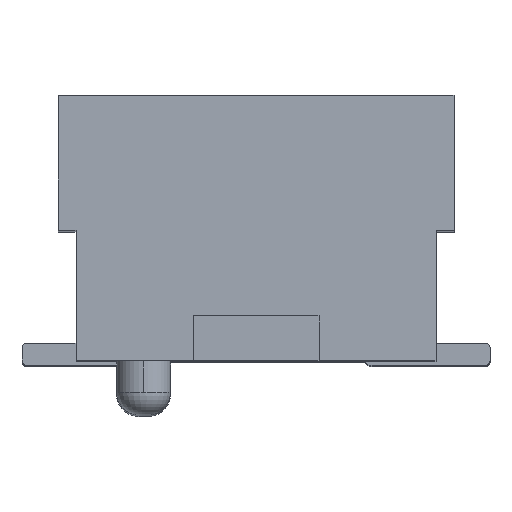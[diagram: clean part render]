
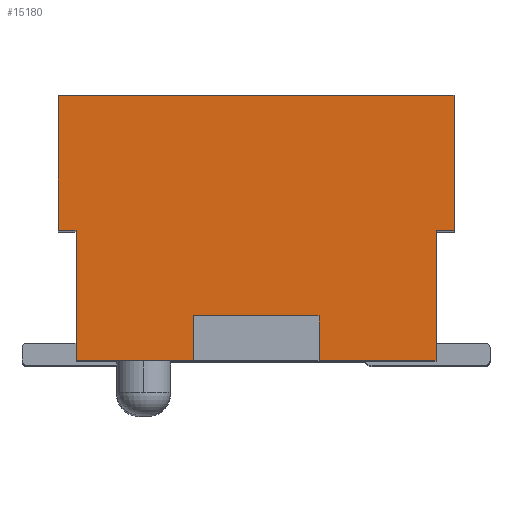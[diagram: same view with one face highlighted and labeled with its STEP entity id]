
A CAD part, top view. The second image highlights one B-rep face of the part: STEP entity #15180.
In plain terms, the highlighted planar face has unit normal (0, 0, 1).
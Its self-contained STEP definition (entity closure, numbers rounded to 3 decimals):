
#876 = CARTESIAN_POINT ( 'NONE',  ( 109.606, -96.905, 11.72 ) ) ;
#1176 = DIRECTION ( 'NONE',  ( 1., 0., 0. ) ) ;
#1700 = VECTOR ( 'NONE', #41995, 1000. ) ;
#1787 = EDGE_CURVE ( 'NONE', #27382, #43797, #39522, .T. ) ;
#1971 = DIRECTION ( 'NONE',  ( 0., 1., 0. ) ) ;
#2020 = LINE ( 'NONE', #9382, #1700 ) ;
#2307 = CARTESIAN_POINT ( 'NONE',  ( 108.306, -95.005, 11.72 ) ) ;
#2684 = CARTESIAN_POINT ( 'NONE',  ( 105.606, -96.905, 11.72 ) ) ;
#2745 = VERTEX_POINT ( 'NONE', #21502 ) ;
#4850 = CARTESIAN_POINT ( 'NONE',  ( 105.406, -97.455, 11.72 ) ) ;
#5009 = EDGE_CURVE ( 'NONE', #45644, #20554, #22346, .T. ) ;
#5038 = VERTEX_POINT ( 'NONE', #45635 ) ;
#5887 = ORIENTED_EDGE ( 'NONE', *, *, #1787, .T. ) ;
#6263 = LINE ( 'NONE', #12723, #26137 ) ;
#6780 = CARTESIAN_POINT ( 'NONE',  ( 109.606, -95.955, 11.72 ) ) ;
#6886 = CARTESIAN_POINT ( 'NONE',  ( 109.806, -95.955, 11.72 ) ) ;
#7282 = ORIENTED_EDGE ( 'NONE', *, *, #23545, .F. ) ;
#7848 = CARTESIAN_POINT ( 'NONE',  ( 106.906, -94.505, 11.72 ) ) ;
#8159 = VECTOR ( 'NONE', #33217, 1000. ) ;
#8166 = CARTESIAN_POINT ( 'NONE',  ( 0., -94.505, 11.72 ) ) ;
#8234 = EDGE_CURVE ( 'NONE', #45644, #33736, #9333, .T. ) ;
#9295 = EDGE_LOOP ( 'NONE', ( #42024, #15977, #35439, #30974, #5887, #44814, #26372, #35943, #17937, #7282, #25340, #38770 ) ) ;
#9333 = LINE ( 'NONE', #2684, #42020 ) ;
#9382 = CARTESIAN_POINT ( 'NONE',  ( 109.806, -97.405, 11.72 ) ) ;
#11650 = DIRECTION ( 'NONE',  ( -1., 0., 0. ) ) ;
#11775 = CARTESIAN_POINT ( 'NONE',  ( 0., -97.455, 11.72 ) ) ;
#11953 = VECTOR ( 'NONE', #15409, 1000. ) ;
#12723 = CARTESIAN_POINT ( 'NONE',  ( 108.306, -1., 11.72 ) ) ;
#13354 = VERTEX_POINT ( 'NONE', #2307 ) ;
#13404 = VERTEX_POINT ( 'NONE', #4850 ) ;
#13943 = EDGE_CURVE ( 'NONE', #32065, #45693, #36657, .T. ) ;
#14505 = DIRECTION ( 'NONE',  ( -1., 0., 0. ) ) ;
#15113 = LINE ( 'NONE', #11775, #8159 ) ;
#15180 = ADVANCED_FACE ( 'NONE', ( #33565 ), #33807, .T. ) ;
#15409 = DIRECTION ( 'NONE',  ( 0., 1., 0. ) ) ;
#15977 = ORIENTED_EDGE ( 'NONE', *, *, #46219, .F. ) ;
#16219 = CARTESIAN_POINT ( 'NONE',  ( 105.606, -94.505, 11.72 ) ) ;
#16832 = VERTEX_POINT ( 'NONE', #7848 ) ;
#17937 = ORIENTED_EDGE ( 'NONE', *, *, #34163, .F. ) ;
#18482 = LINE ( 'NONE', #33484, #29166 ) ;
#18687 = VECTOR ( 'NONE', #11650, 1000. ) ;
#19613 = CARTESIAN_POINT ( 'NONE',  ( 105.606, -95.955, 11.72 ) ) ;
#20554 = VERTEX_POINT ( 'NONE', #46094 ) ;
#20602 = CARTESIAN_POINT ( 'NONE',  ( 106.906, -1., 11.72 ) ) ;
#21018 = CARTESIAN_POINT ( 'NONE',  ( 108.306, -94.505, 11.72 ) ) ;
#21502 = CARTESIAN_POINT ( 'NONE',  ( 106.906, -95.005, 11.72 ) ) ;
#22346 = LINE ( 'NONE', #36880, #36398 ) ;
#23290 = CARTESIAN_POINT ( 'NONE',  ( 109.606, -94.505, 11.72 ) ) ;
#23545 = EDGE_CURVE ( 'NONE', #16832, #2745, #38481, .T. ) ;
#25024 = EDGE_CURVE ( 'NONE', #5038, #13404, #15113, .T. ) ;
#25188 = AXIS2_PLACEMENT_3D ( 'NONE', #40943, #43811, #1176 ) ;
#25340 = ORIENTED_EDGE ( 'NONE', *, *, #30075, .T. ) ;
#26137 = VECTOR ( 'NONE', #27961, 1000. ) ;
#26372 = ORIENTED_EDGE ( 'NONE', *, *, #13943, .T. ) ;
#27382 = VERTEX_POINT ( 'NONE', #42665 ) ;
#27961 = DIRECTION ( 'NONE',  ( 0., 1., 0. ) ) ;
#29166 = VECTOR ( 'NONE', #40619, 1000. ) ;
#30075 = EDGE_CURVE ( 'NONE', #16832, #33736, #44583, .T. ) ;
#30231 = CARTESIAN_POINT ( 'NONE',  ( 0., -95.005, 11.72 ) ) ;
#30835 = EDGE_CURVE ( 'NONE', #5038, #27382, #2020, .T. ) ;
#30974 = ORIENTED_EDGE ( 'NONE', *, *, #30835, .T. ) ;
#31165 = DIRECTION ( 'NONE',  ( 1., 0., 0. ) ) ;
#32065 = VERTEX_POINT ( 'NONE', #23290 ) ;
#33200 = VECTOR ( 'NONE', #41226, 1000. ) ;
#33217 = DIRECTION ( 'NONE',  ( -1., 0., 0. ) ) ;
#33484 = CARTESIAN_POINT ( 'NONE',  ( 105.406, -97.405, 11.72 ) ) ;
#33532 = DIRECTION ( 'NONE',  ( -1., 0., 0. ) ) ;
#33565 = FACE_OUTER_BOUND ( 'NONE', #9295, .T. ) ;
#33736 = VERTEX_POINT ( 'NONE', #16219 ) ;
#33807 = PLANE ( 'NONE',  #25188 ) ;
#34163 = EDGE_CURVE ( 'NONE', #2745, #13354, #45210, .T. ) ;
#35439 = ORIENTED_EDGE ( 'NONE', *, *, #25024, .F. ) ;
#35453 = VECTOR ( 'NONE', #31165, 1000. ) ;
#35655 = EDGE_CURVE ( 'NONE', #43797, #32065, #44216, .T. ) ;
#35943 = ORIENTED_EDGE ( 'NONE', *, *, #37231, .F. ) ;
#36398 = VECTOR ( 'NONE', #33532, 1000. ) ;
#36657 = LINE ( 'NONE', #37149, #18687 ) ;
#36880 = CARTESIAN_POINT ( 'NONE',  ( 105.606, -95.955, 11.72 ) ) ;
#37067 = VECTOR ( 'NONE', #45373, 1000. ) ;
#37149 = CARTESIAN_POINT ( 'NONE',  ( 0., -94.505, 11.72 ) ) ;
#37196 = VECTOR ( 'NONE', #14505, 1000. ) ;
#37231 = EDGE_CURVE ( 'NONE', #13354, #45693, #6263, .T. ) ;
#38481 = LINE ( 'NONE', #20602, #37067 ) ;
#38770 = ORIENTED_EDGE ( 'NONE', *, *, #8234, .F. ) ;
#39522 = LINE ( 'NONE', #6886, #37196 ) ;
#40619 = DIRECTION ( 'NONE',  ( 0., 1., 0. ) ) ;
#40943 = CARTESIAN_POINT ( 'NONE',  ( 0., -1., 11.72 ) ) ;
#41226 = DIRECTION ( 'NONE',  ( -1., 0., 0. ) ) ;
#41995 = DIRECTION ( 'NONE',  ( 0., 1., 0. ) ) ;
#42020 = VECTOR ( 'NONE', #1971, 1000. ) ;
#42024 = ORIENTED_EDGE ( 'NONE', *, *, #5009, .T. ) ;
#42665 = CARTESIAN_POINT ( 'NONE',  ( 109.806, -95.955, 11.72 ) ) ;
#43797 = VERTEX_POINT ( 'NONE', #6780 ) ;
#43811 = DIRECTION ( 'NONE',  ( 0., 0., 1. ) ) ;
#44216 = LINE ( 'NONE', #876, #11953 ) ;
#44583 = LINE ( 'NONE', #8166, #33200 ) ;
#44814 = ORIENTED_EDGE ( 'NONE', *, *, #35655, .T. ) ;
#45210 = LINE ( 'NONE', #30231, #35453 ) ;
#45373 = DIRECTION ( 'NONE',  ( 0., -1., 0. ) ) ;
#45635 = CARTESIAN_POINT ( 'NONE',  ( 109.806, -97.455, 11.72 ) ) ;
#45644 = VERTEX_POINT ( 'NONE', #19613 ) ;
#45693 = VERTEX_POINT ( 'NONE', #21018 ) ;
#46094 = CARTESIAN_POINT ( 'NONE',  ( 105.406, -95.955, 11.72 ) ) ;
#46219 = EDGE_CURVE ( 'NONE', #13404, #20554, #18482, .T. ) ;
